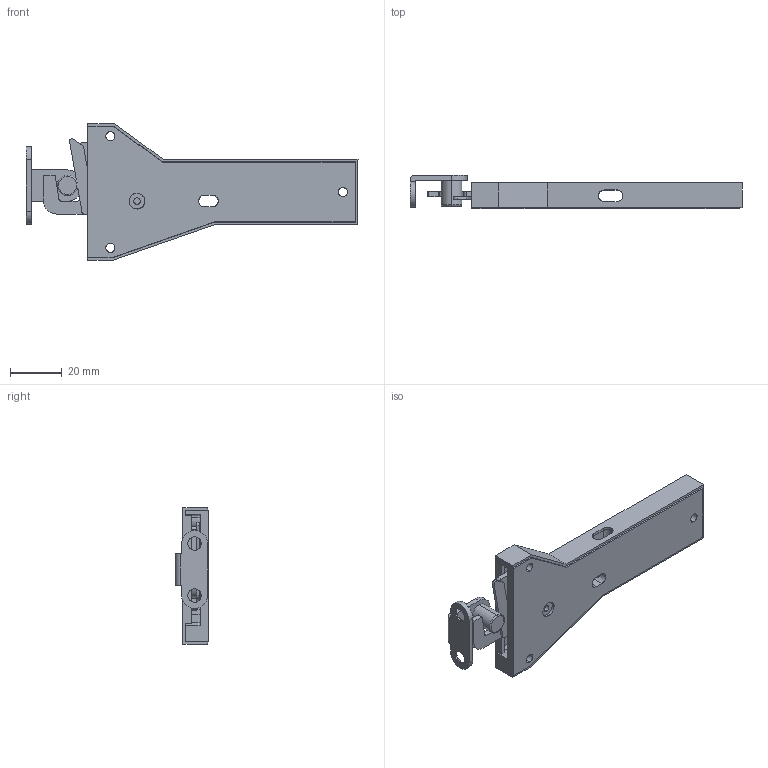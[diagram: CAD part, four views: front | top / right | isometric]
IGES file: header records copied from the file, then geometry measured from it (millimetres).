
Start section: ------------------------------------------------------------------------
Global section: file name: PC50.26944.LD_0039_18868.igs; native system: spGate; preprocessor: ver16.7.1; author: Unknown; organization: Unknown; date: 200604.132426; units: millimetre
Bounding box: 127.85 x 13 x 52.7 mm (x, y, z)
Volume: 27308.6 mm3; surface area: 24486.6 mm2
Topology: 5 solids, 5 shells, 174 faces, 483 edges, 318 vertices
Faces by surface type: bspline 174
